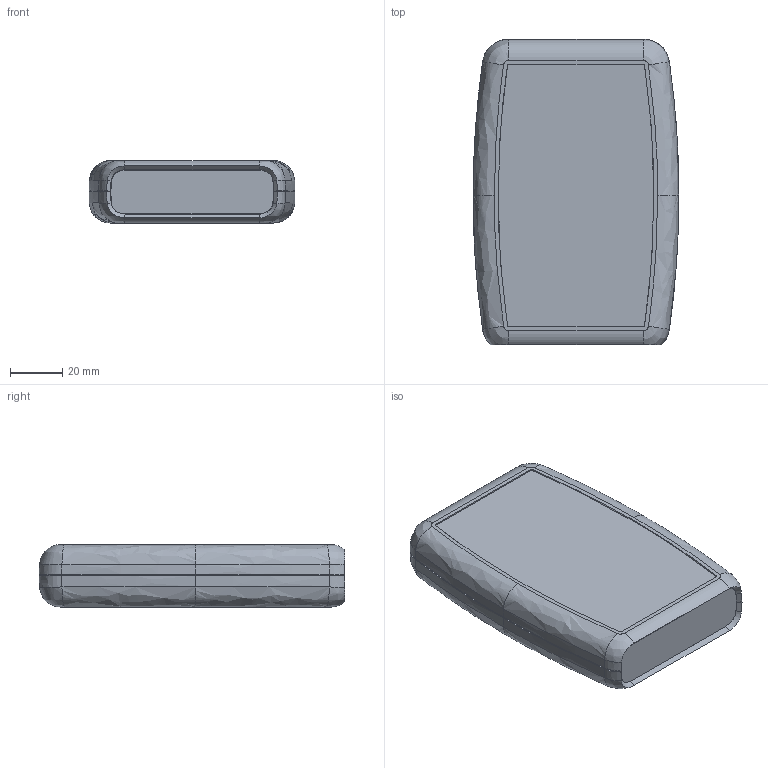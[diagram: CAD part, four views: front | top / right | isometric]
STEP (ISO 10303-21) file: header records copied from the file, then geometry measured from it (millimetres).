
FILE_DESCRIPTION((''),'2;1');
FILE_NAME('1553B Assembly.stp','2005-09-19T16:04:26',('rboehler'),(''),'Autodesk Inventor 10','Autodesk Inventor 10','');
FILE_SCHEMA(('AUTOMOTIVE_DESIGN { 1 0 10303 214 1 1 1 1 }'));
Length unit declared in the file: millimetre
Products named in the file (7): 1553B Assembly; 1553B Back; 1553B front; 1553B Front Panel; Overmold B front; Overmold B back; 1593 Screw (19.1mm)
Assembly tree (7 placements, depth 2):
  1553B Assembly
    1553B Back
    1553B front
    1553B Front Panel
    Overmold B front
    Overmold B back
    1593 Screw (19.1mm)  x2
Bounding box: 79 x 117.24 x 24.15 mm (x, y, z)
Volume: 67198.1 mm3; surface area: 63277.9 mm2
Topology: 9 solids, 9 shells, 389 faces, 991 edges, 625 vertices
Faces by surface type: bspline 212, plane 137, cone 22, cylinder 18
Full cylindrical faces by diameter (mm): 3 x2
Entity records: 24094 total; most frequent: CARTESIAN_POINT 16790, ORIENTED_EDGE 1778, EDGE_CURVE 889, DIRECTION 883, VERTEX_POINT 571, B_SPLINE_CURVE_WITH_KNOTS 466, EDGE_LOOP 408, FACE_OUTER_BOUND 369
